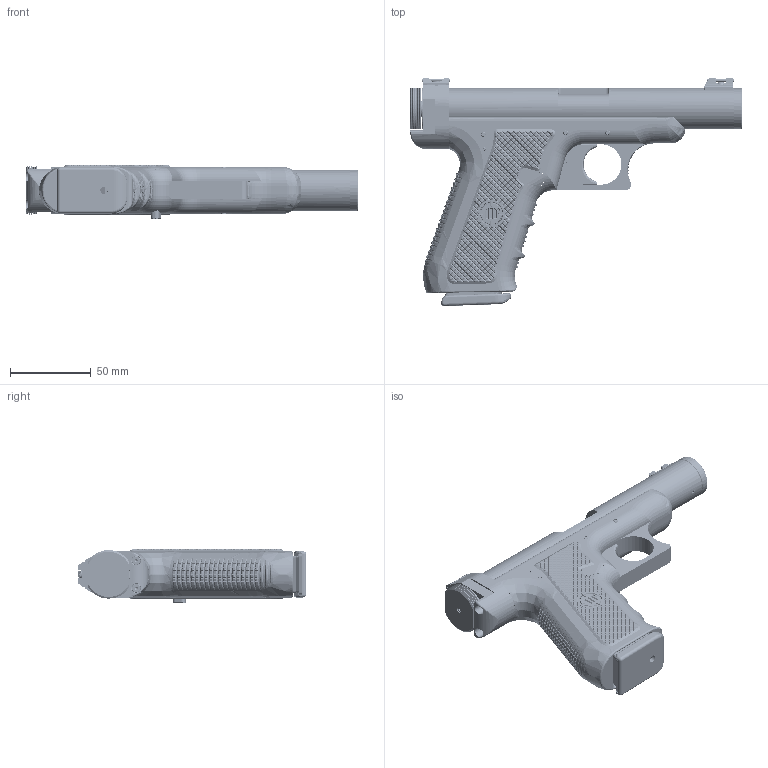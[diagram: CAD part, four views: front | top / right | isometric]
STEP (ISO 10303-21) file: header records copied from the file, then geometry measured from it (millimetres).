
FILE_DESCRIPTION(('FreeCAD Model'),'2;1');
FILE_NAME('Open CASCADE Shape Model','2025-05-08T08:42:15',('FreeCAD'),( 'FreeCAD'),'Open CASCADE STEP processor 7.6','FreeCAD','Unknown');
FILE_SCHEMA(('AUTOMOTIVE_DESIGN { 1 0 10303 214 1 1 1 1 }'));
Products named in the file (1): Open CASCADE STEP translator 7.6 1
Bounding box: 205.2 x 141.07 x 33 mm (x, y, z)
Volume: 229801.2 mm3; surface area: 151693.1 mm2
Topology: 59 solids, 59 shells, 7807 faces, 18490 edges, 10782 vertices
Faces by surface type: plane 5507, bspline 1016, cylinder 892, cone 208, torus 120, sphere 50, revolution 14
Full cylindrical faces by diameter (mm): 1 x2, 1.2 x1, 1.5 x12, 1.9 x1, 2 x9, 2.02 x1, 2.05 x1, 2.1 x1, 2.5 x6, 3 x31, 3.05 x4, 3.1 x3, 3.2 x2, 3.3 x1, 3.55 x2, 3.81 x2, 3.91 x2, 4 x8, 4.445 x4, 4.6 x1, 5 x1, 5.1 x1, 5.5 x2, 5.7 x1, 6 x5, 6.05 x5, 6.5 x2, 8.79 x2, 9.03 x4, 9.95 x1
Entity records: 294385 total; most frequent: CARTESIAN_POINT 130884, ORIENTED_EDGE 36838, DIRECTION 28540, EDGE_CURVE 18419, LINE 11682, VECTOR 11682, VERTEX_POINT 10782, AXIS2_PLACEMENT_3D 8422
